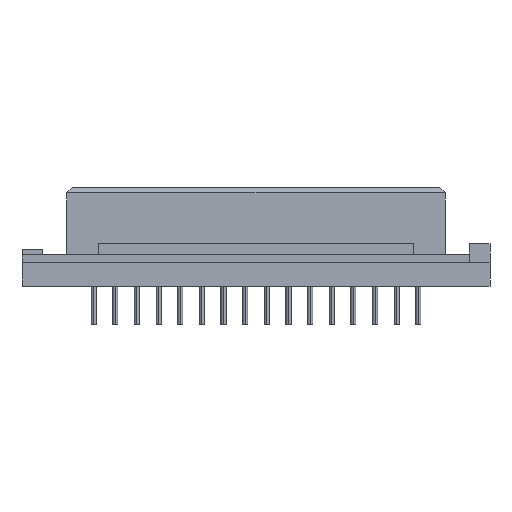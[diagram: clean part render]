
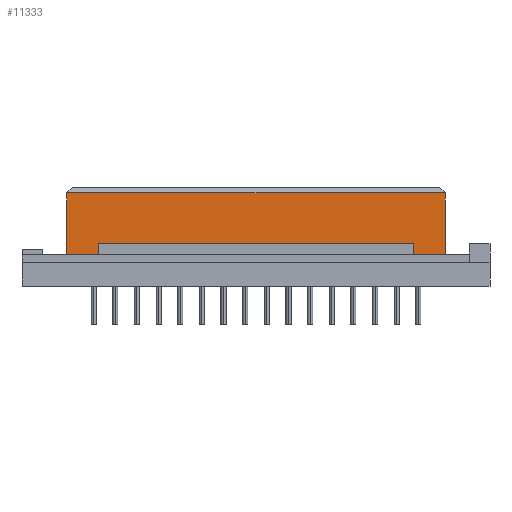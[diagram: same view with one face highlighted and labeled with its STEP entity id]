
A CAD part, left-side view. The second image highlights one B-rep face of the part: STEP entity #11333.
In plain terms, the highlighted free-form (B-spline) face has degree [1, 1] with [2, 2] control points.
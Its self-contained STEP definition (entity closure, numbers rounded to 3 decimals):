
#7124=CARTESIAN_POINT('',(-1.73,-41.25,10.95));
#7125=VERTEX_POINT('',#7124);
#11162=CARTESIAN_POINT('',(-1.73,3.15,10.95));
#11163=VERTEX_POINT('',#11162);
#11170=CARTESIAN_POINT('',(-1.73,3.15,10.95));
#11171=DIRECTION('',(0.0,-1.0,0.0));
#11172=VECTOR('',#11171,44.4);
#11173=LINE('',#11170,#11172);
#11174=EDGE_CURVE('',#11163,#7125,#11173,.T.);
#11292=CARTESIAN_POINT('',(-1.73,-41.25,3.7));
#11293=VERTEX_POINT('',#11292);
#11294=CARTESIAN_POINT('',(-1.73,-41.25,10.95));
#11295=DIRECTION('',(0.0,0.0,-1.0));
#11296=VECTOR('',#11295,7.25);
#11297=LINE('',#11294,#11296);
#11298=EDGE_CURVE('',#7125,#11293,#11297,.T.);
#11310=CARTESIAN_POINT('',(-1.73,-41.25,10.95));
#11311=CARTESIAN_POINT('',(-1.73,-41.25,3.7));
#11312=CARTESIAN_POINT('',(-1.73,3.15,10.95));
#11313=CARTESIAN_POINT('',(-1.73,3.15,3.7));
#11314=B_SPLINE_SURFACE_WITH_KNOTS('',1,1,((#11310,#11312),(#11311,#11313)),.UNSPECIFIED.,.F.,.F.,.U.,(2,2),(2,2),(0.0,7.25),(0.0,44.4),.UNSPECIFIED.);
#11315=ORIENTED_EDGE('',*,*,#11174,.F.);
#11316=CARTESIAN_POINT('',(-1.73,3.15,3.7));
#11317=VERTEX_POINT('',#11316);
#11318=CARTESIAN_POINT('',(-1.73,3.15,10.95));
#11319=DIRECTION('',(0.0,0.0,-1.0));
#11320=VECTOR('',#11319,7.25);
#11321=LINE('',#11318,#11320);
#11322=EDGE_CURVE('',#11163,#11317,#11321,.T.);
#11323=ORIENTED_EDGE('',*,*,#11322,.T.);
#11324=CARTESIAN_POINT('',(-1.73,3.15,3.7));
#11325=DIRECTION('',(0.0,-1.0,0.0));
#11326=VECTOR('',#11325,44.4);
#11327=LINE('',#11324,#11326);
#11328=EDGE_CURVE('',#11317,#11293,#11327,.T.);
#11329=ORIENTED_EDGE('',*,*,#11328,.T.);
#11330=ORIENTED_EDGE('',*,*,#11298,.F.);
#11331=EDGE_LOOP('',(#11315,#11323,#11329,#11330));
#11332=FACE_OUTER_BOUND('',#11331,.T.);
#11333=ADVANCED_FACE('',(#11332),#11314,.F.);
